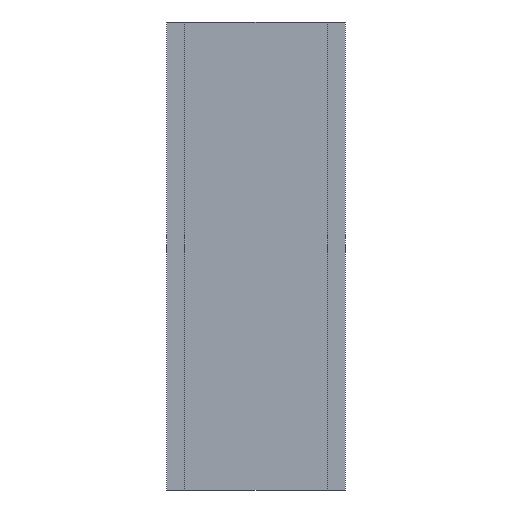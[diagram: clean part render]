
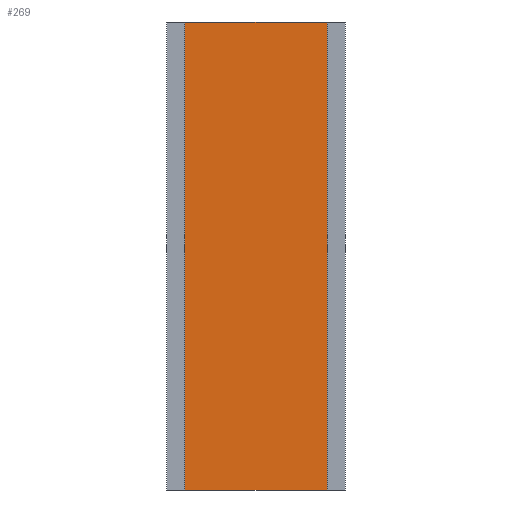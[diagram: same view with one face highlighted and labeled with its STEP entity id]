
A CAD part, left-side view. The second image highlights one B-rep face of the part: STEP entity #269.
In plain terms, the highlighted planar face has unit normal (-1, 0, 0).
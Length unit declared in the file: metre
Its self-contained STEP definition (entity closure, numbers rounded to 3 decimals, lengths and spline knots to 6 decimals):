
#56=ORIENTED_EDGE('',*,*,#118,.F.);
#57=ORIENTED_EDGE('',*,*,#87,.F.);
#58=ORIENTED_EDGE('',*,*,#119,.T.);
#59=ORIENTED_EDGE('',*,*,#116,.T.);
#87=EDGE_CURVE('',#123,#120,#147,.T.);
#116=EDGE_CURVE('',#143,#142,#176,.T.);
#118=EDGE_CURVE('',#120,#142,#178,.T.);
#119=EDGE_CURVE('',#123,#143,#179,.T.);
#120=VERTEX_POINT('',#368);
#123=VERTEX_POINT('',#373);
#142=VERTEX_POINT('',#431);
#143=VERTEX_POINT('',#433);
#147=LINE('',#374,#183);
#176=LINE('',#432,#212);
#178=LINE('',#436,#214);
#179=LINE('',#437,#215);
#183=VECTOR('',#306,1.);
#212=VECTOR('',#355,1.);
#214=VECTOR('',#359,1.);
#215=VECTOR('',#360,1.);
#227=EDGE_LOOP('',(#56,#57,#58,#59));
#241=FACE_BOUND('',#227,.T.);
#255=PLANE('',#296);
#269=ADVANCED_FACE('',(#241),#255,.T.);
#296=AXIS2_PLACEMENT_3D('',#435,#357,#358);
#306=DIRECTION('',(0.,0.,-1.));
#355=DIRECTION('',(0.,0.,-1.));
#357=DIRECTION('',(-1.,0.,0.));
#358=DIRECTION('',(0.,0.,1.));
#359=DIRECTION('',(0.,1.,0.));
#360=DIRECTION('',(0.,1.,0.));
#368=CARTESIAN_POINT('',(0.,0.,0.));
#373=CARTESIAN_POINT('',(0.,0.,0.0545));
#374=CARTESIAN_POINT('',(0.,0.,0.0545));
#431=CARTESIAN_POINT('',(0.,0.016636,0.));
#432=CARTESIAN_POINT('',(0.,0.016636,0.0545));
#433=CARTESIAN_POINT('',(0.,0.016636,0.0545));
#435=CARTESIAN_POINT('',(0.,0.004159,0.0545));
#436=CARTESIAN_POINT('',(0.,0.004159,0.));
#437=CARTESIAN_POINT('',(0.,0.004159,0.0545));
